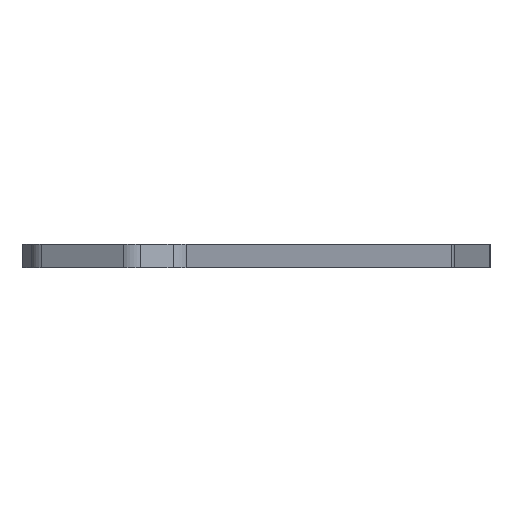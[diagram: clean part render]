
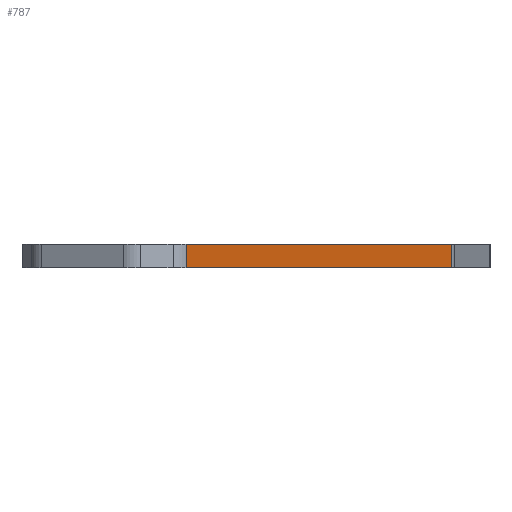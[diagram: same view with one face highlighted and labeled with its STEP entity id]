
A CAD part, left-side view. The second image highlights one B-rep face of the part: STEP entity #787.
In plain terms, the highlighted planar face has unit normal (-0.5, -0.866, 0).
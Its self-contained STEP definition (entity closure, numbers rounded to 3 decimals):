
#55 = EDGE_CURVE ( 'NONE', #344, #1546, #1403, .T. ) ;
#170 = ORIENTED_EDGE ( 'NONE', *, *, #1094, .F. ) ;
#235 = ORIENTED_EDGE ( 'NONE', *, *, #1248, .T. ) ;
#237 = CARTESIAN_POINT ( 'NONE',  ( -71.583, 41.329, 3.175 ) ) ;
#344 = VERTEX_POINT ( 'NONE', #237 ) ;
#357 = DIRECTION ( 'NONE',  ( -0.866, 0.5, 0. ) ) ;
#412 = VERTEX_POINT ( 'NONE', #1107 ) ;
#589 = ORIENTED_EDGE ( 'NONE', *, *, #55, .T. ) ;
#593 = AXIS2_PLACEMENT_3D ( 'NONE', #649, #789, #357 ) ;
#634 = CARTESIAN_POINT ( 'NONE',  ( 0., 0., 0. ) ) ;
#649 = CARTESIAN_POINT ( 'NONE',  ( 0., 0., 3.175 ) ) ;
#745 = CARTESIAN_POINT ( 'NONE',  ( -9.002, 5.197, 3.175 ) ) ;
#784 = PLANE ( 'NONE',  #593 ) ;
#787 = ADVANCED_FACE ( 'NONE', ( #1732 ), #784, .F. ) ;
#789 = DIRECTION ( 'NONE',  ( 0.5, 0.866, 0. ) ) ;
#857 = VECTOR ( 'NONE', #1028, 1000. ) ;
#884 = CARTESIAN_POINT ( 'NONE',  ( 0., 0., 3.175 ) ) ;
#948 = LINE ( 'NONE', #884, #1665 ) ;
#952 = CARTESIAN_POINT ( 'NONE',  ( -9.002, 5.197, 3.175 ) ) ;
#982 = LINE ( 'NONE', #634, #1305 ) ;
#1028 = DIRECTION ( 'NONE',  ( 0., 0., 1. ) ) ;
#1048 = EDGE_CURVE ( 'NONE', #412, #1626, #1322, .T. ) ;
#1094 = EDGE_CURVE ( 'NONE', #344, #1626, #948, .T. ) ;
#1107 = CARTESIAN_POINT ( 'NONE',  ( -9.002, 5.197, 0. ) ) ;
#1130 = EDGE_LOOP ( 'NONE', ( #170, #589, #235, #1788 ) ) ;
#1170 = VECTOR ( 'NONE', #1745, 1000. ) ;
#1184 = DIRECTION ( 'NONE',  ( 0.866, -0.5, 0. ) ) ;
#1248 = EDGE_CURVE ( 'NONE', #1546, #412, #982, .T. ) ;
#1295 = CARTESIAN_POINT ( 'NONE',  ( -71.583, 41.329, 0. ) ) ;
#1305 = VECTOR ( 'NONE', #1184, 1000. ) ;
#1322 = LINE ( 'NONE', #745, #857 ) ;
#1403 = LINE ( 'NONE', #1295, #1170 ) ;
#1433 = DIRECTION ( 'NONE',  ( 0.866, -0.5, 0. ) ) ;
#1481 = CARTESIAN_POINT ( 'NONE',  ( -71.583, 41.329, 0. ) ) ;
#1546 = VERTEX_POINT ( 'NONE', #1481 ) ;
#1626 = VERTEX_POINT ( 'NONE', #952 ) ;
#1665 = VECTOR ( 'NONE', #1433, 1000. ) ;
#1732 = FACE_OUTER_BOUND ( 'NONE', #1130, .T. ) ;
#1745 = DIRECTION ( 'NONE',  ( 0., 0., -1. ) ) ;
#1788 = ORIENTED_EDGE ( 'NONE', *, *, #1048, .T. ) ;
